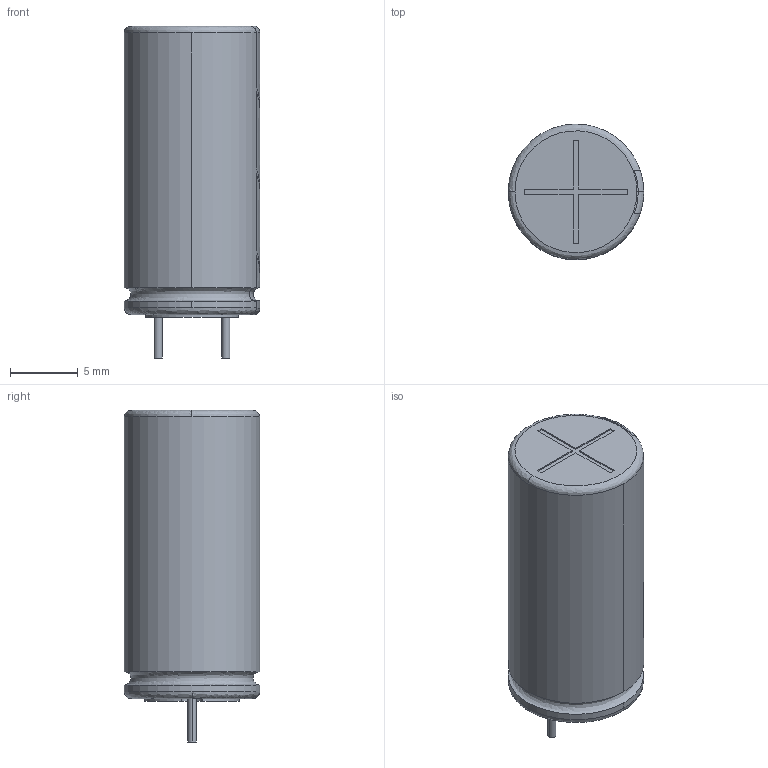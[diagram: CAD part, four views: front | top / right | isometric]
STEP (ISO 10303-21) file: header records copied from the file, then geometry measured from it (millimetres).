
FILE_DESCRIPTION (( 'STEP AP214' ), '1' );
FILE_NAME ('User Library-CAPAER_D100_L215_P050_W006X030.STEP', '2019-12-17T09:27:05', ( '' ), ( '' ), 'SwSTEP 2.0', 'SolidWorks 2019', '' );
FILE_SCHEMA (( 'AUTOMOTIVE_DESIGN' ));
Length unit declared in the file: millimetre
Products named in the file (2): User Library-CAPAER_D100_L215_P050_W006X030; CAPAER_D100_L215_P050_W006X030
Assembly tree (1 placements, depth 2):
  User Library-CAPAER_D100_L215_P050_W006X030
    CAPAER_D100_L215_P050_W006X030
Bounding box: 10.01 x 10 x 24.51 mm (x, y, z)
Volume: 1663.5 mm3; surface area: 857.4 mm2
Topology: 1 solids, 1 shells, 93 faces, 241 edges, 160 vertices
Faces by surface type: plane 49, cylinder 31, bspline 11, cone 2
Entity records: 3504 total; most frequent: CARTESIAN_POINT 988, ORIENTED_EDGE 482, DIRECTION 420, EDGE_CURVE 241, VERTEX_POINT 160, AXIS2_PLACEMENT_3D 145, LINE 130, VECTOR 130
